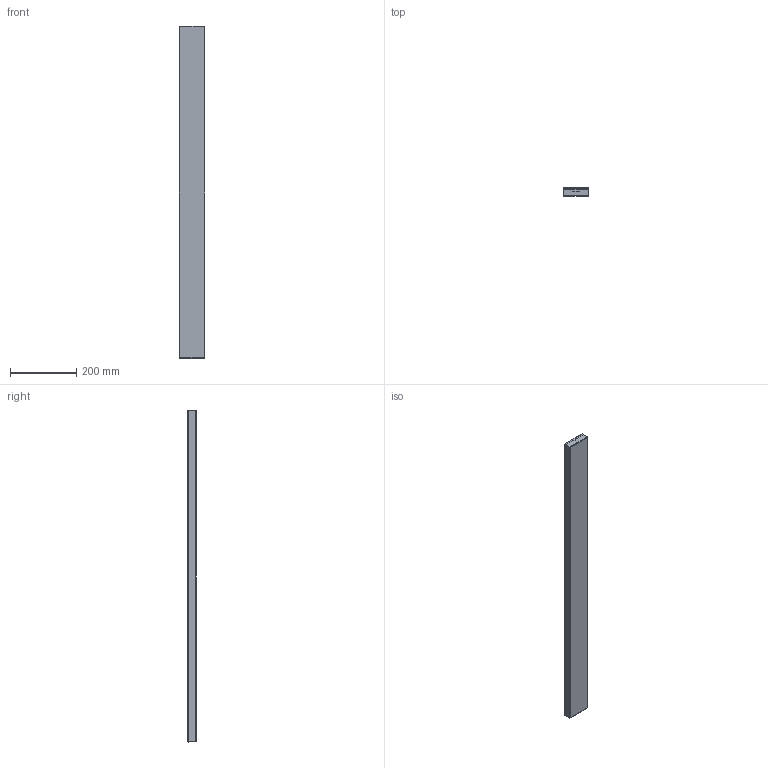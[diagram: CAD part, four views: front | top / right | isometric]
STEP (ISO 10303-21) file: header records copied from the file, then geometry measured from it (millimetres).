
FILE_DESCRIPTION(/* description */ (''),/* implementation_level */ '2;1');
FILE_NAME(/* name */ 'TBAA100002 - Customer.stp',/* time_stamp */ '2014-05-16T08:24:25+02:00',/* author */ ('bs'),/* organization */ (''),/* preprocessor_version */ 'ST-DEVELOPER v15.2',/* originating_system */ 'Autodesk Inventor 2014',/* authorisation */ '');
FILE_SCHEMA (('AUTOMOTIVE_DESIGN { 1 0 10303 214 3 1 1 }'));
Length unit declared in the file: millimetre
Products named in the file (1): TBAA100002 - Customer
Bounding box: 77 x 24.3 x 999 mm (x, y, z)
Volume: 646639.3 mm3; surface area: 421673.8 mm2
Topology: 2 solids, 2 shells, 63 faces, 124 edges, 74 vertices
Faces by surface type: plane 41, cylinder 14, bspline 8
Full cylindrical faces by diameter (mm): 6.647 x4, 12 x2
Entity records: 1814 total; most frequent: CARTESIAN_POINT 500, ORIENTED_EDGE 232, DIRECTION 228, EDGE_CURVE 116, LINE 84, VECTOR 84, EDGE_LOOP 78, VERTEX_POINT 72
